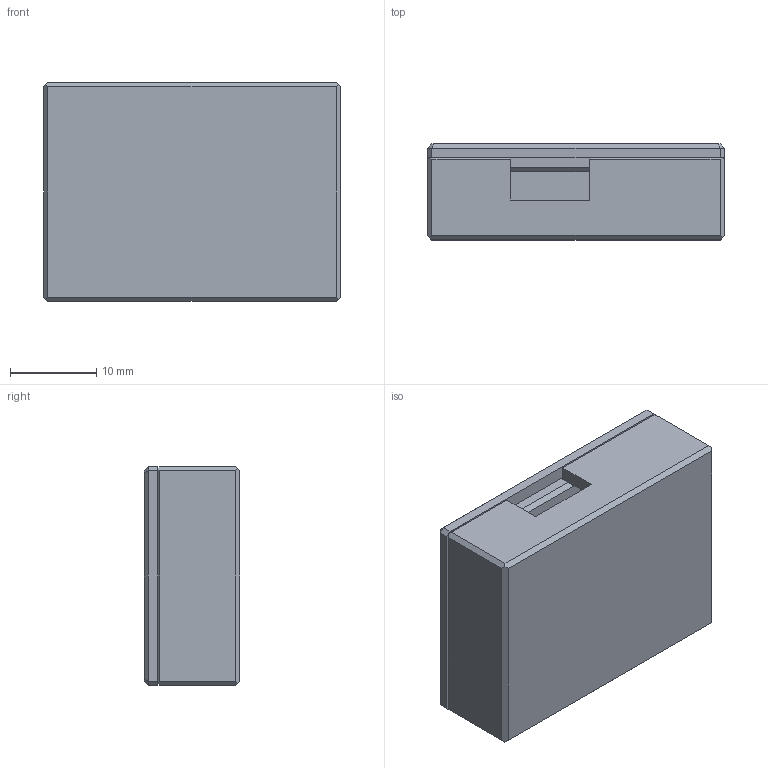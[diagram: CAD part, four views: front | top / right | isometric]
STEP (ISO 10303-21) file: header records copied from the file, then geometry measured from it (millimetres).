
FILE_DESCRIPTION(/* description */ (''),/* implementation_level */ '2;1');
FILE_NAME(/* name */ 'ESP32C6UpgradeBox.step',/* time_stamp */ '2025-12-31T19:20:00-05:00',/* author */ (''),/* organization */ (''),/* preprocessor_version */ 'ST-DEVELOPER v20.1',/* originating_system */ 'Autodesk Translation Framework v14.21.0.0',/* authorisation */ '');
FILE_SCHEMA (('AUTOMOTIVE_DESIGN { 1 0 10303 214 3 1 1 }'));
Length unit declared in the file: millimetre
Products named in the file (2): ESP32C6UpgradeBox; ESP32C6UpgradeBox_1
Assembly tree (1 placements, depth 2):
  ESP32C6UpgradeBox
    ESP32C6UpgradeBox_1
Bounding box: 34.35 x 11.1 x 25.35 mm (x, y, z)
Volume: 4852.6 mm3; surface area: 5916.8 mm2
Topology: 2 solids, 2 shells, 188 faces, 447 edges, 266 vertices
Faces by surface type: plane 188
Entity records: 5263 total; most frequent: CARTESIAN_POINT 904, ORIENTED_EDGE 894, DIRECTION 829, LINE 447, VECTOR 447, EDGE_CURVE 447, VERTEX_POINT 266, EDGE_LOOP 205
